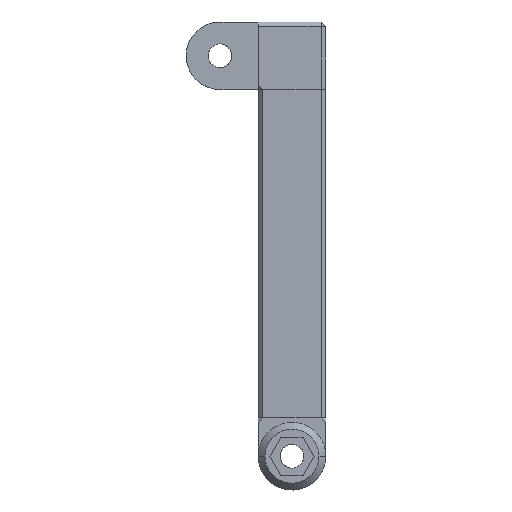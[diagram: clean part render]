
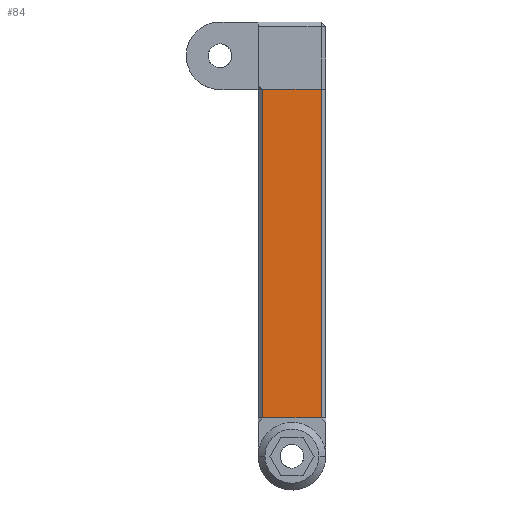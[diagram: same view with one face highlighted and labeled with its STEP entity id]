
A CAD part, top view. The second image highlights one B-rep face of the part: STEP entity #84.
In plain terms, the highlighted planar face has unit normal (0, 0, 1).
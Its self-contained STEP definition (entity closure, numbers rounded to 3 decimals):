
#84=ADVANCED_FACE('',(#192),#1578,.T.);
#192=FACE_OUTER_BOUND('',#302,.T.);
#302=EDGE_LOOP('',(#625,#626,#627,#628));
#625=ORIENTED_EDGE('',*,*,#995,.T.);
#626=ORIENTED_EDGE('',*,*,#900,.T.);
#627=ORIENTED_EDGE('',*,*,#942,.T.);
#628=ORIENTED_EDGE('',*,*,#893,.F.);
#893=EDGE_CURVE('',#1381,#1383,#1114,.T.);
#900=EDGE_CURVE('',#1391,#1401,#1193,.T.);
#942=EDGE_CURVE('',#1401,#1383,#1235,.T.);
#995=EDGE_CURVE('',#1381,#1391,#1288,.T.);
#1114=(
BOUNDED_CURVE()
B_SPLINE_CURVE(2,(#2313,#2314,#2315),.UNSPECIFIED.,.F.,.F.)
B_SPLINE_CURVE_WITH_KNOTS((3,3),(-68.624,-55.624),
 .UNSPECIFIED.)
CURVE()
GEOMETRIC_REPRESENTATION_ITEM()
RATIONAL_B_SPLINE_CURVE((1.,1.,1.))
REPRESENTATION_ITEM('')
);
#1193=B_SPLINE_CURVE_WITH_KNOTS('',1,(#2332,#2333),.UNSPECIFIED.,.F.,.F.,
(2,2),(46.,59.),.UNSPECIFIED.);
#1235=B_SPLINE_CURVE_WITH_KNOTS('',1,(#2416,#2417),.UNSPECIFIED.,.F.,.F.,
(2,2),(0.,88.8),.UNSPECIFIED.);
#1288=B_SPLINE_CURVE_WITH_KNOTS('',1,(#2538,#2539),.UNSPECIFIED.,.F.,.F.,
(2,2),(1.2,90.),.UNSPECIFIED.);
#1381=VERTEX_POINT('',#2119);
#1383=VERTEX_POINT('',#2121);
#1391=VERTEX_POINT('',#2129);
#1401=VERTEX_POINT('',#2139);
#1578=PLANE('',#1678);
#1678=AXIS2_PLACEMENT_3D('',#1894,#1761,$);
#1761=DIRECTION('',(0.,0.,1.));
#1894=CARTESIAN_POINT('',(1319.288,-621.79,9.728));
#2119=CARTESIAN_POINT('',(1319.288,-694.79,9.728));
#2121=CARTESIAN_POINT('',(1306.288,-694.79,9.728));
#2129=CARTESIAN_POINT('',(1319.288,-621.79,9.728));
#2139=CARTESIAN_POINT('',(1306.288,-621.79,9.728));
#2313=CARTESIAN_POINT('',(1319.288,-694.79,9.728));
#2314=CARTESIAN_POINT('',(1312.788,-694.79,9.728));
#2315=CARTESIAN_POINT('',(1306.288,-694.79,9.728));
#2332=CARTESIAN_POINT('',(1319.288,-621.79,9.728));
#2333=CARTESIAN_POINT('',(1306.288,-621.79,9.728));
#2416=CARTESIAN_POINT('',(1306.288,-621.79,9.728));
#2417=CARTESIAN_POINT('',(1306.288,-694.79,9.728));
#2538=CARTESIAN_POINT('',(1319.288,-694.79,9.728));
#2539=CARTESIAN_POINT('',(1319.288,-621.79,9.728));
